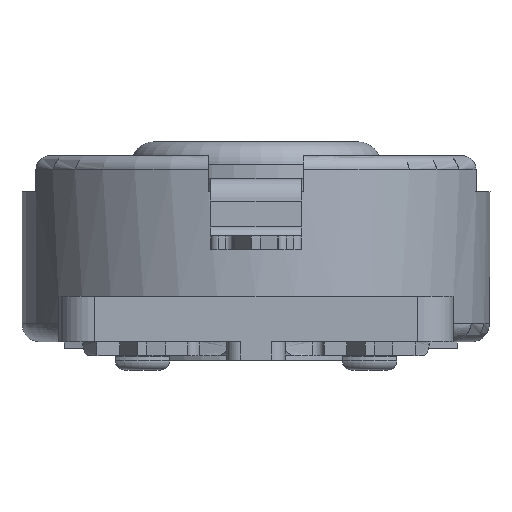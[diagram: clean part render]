
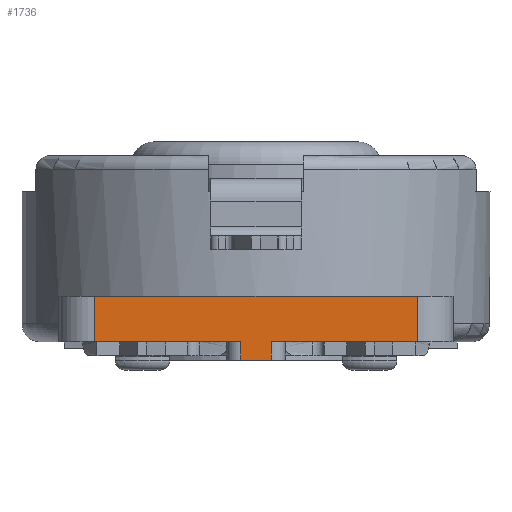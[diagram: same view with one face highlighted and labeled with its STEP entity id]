
A CAD part, front view. The second image highlights one B-rep face of the part: STEP entity #1736.
In plain terms, the highlighted planar face has unit normal (0, -1, 0).
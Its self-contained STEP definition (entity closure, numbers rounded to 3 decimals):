
#47 = EDGE_CURVE ( 'NONE', #7056, #414, #427, .T. ) ;
#249 = CARTESIAN_POINT ( 'NONE',  ( -3.55, -5.15, 1. ) ) ;
#414 = VERTEX_POINT ( 'NONE', #7035 ) ;
#427 = LINE ( 'NONE', #1670, #13424 ) ;
#504 = VECTOR ( 'NONE', #10924, 1000. ) ;
#868 = CARTESIAN_POINT ( 'NONE',  ( -3.55, -5.15, 0. ) ) ;
#1036 = LINE ( 'NONE', #8276, #13565 ) ;
#1106 = CARTESIAN_POINT ( 'NONE',  ( -0.34, -5.15, -0.4 ) ) ;
#1370 = VECTOR ( 'NONE', #14862, 1000. ) ;
#1670 = CARTESIAN_POINT ( 'NONE',  ( 0., -5.15, 1. ) ) ;
#1736 = ADVANCED_FACE ( 'NONE', ( #7034 ), #3047, .F. ) ;
#1967 = DIRECTION ( 'NONE',  ( 1., 0., 0. ) ) ;
#2513 = EDGE_CURVE ( 'NONE', #3152, #9368, #14524, .T. ) ;
#2786 = DIRECTION ( 'NONE',  ( 1., 0., 0. ) ) ;
#3047 = PLANE ( 'NONE',  #13525 ) ;
#3152 = VERTEX_POINT ( 'NONE', #8340 ) ;
#3384 = VERTEX_POINT ( 'NONE', #1106 ) ;
#3575 = ORIENTED_EDGE ( 'NONE', *, *, #13604, .F. ) ;
#4226 = CARTESIAN_POINT ( 'NONE',  ( 0.34, -5.15, 0. ) ) ;
#4263 = EDGE_CURVE ( 'NONE', #9368, #7838, #13060, .T. ) ;
#4611 = DIRECTION ( 'NONE',  ( -1., 0., 0. ) ) ;
#4990 = LINE ( 'NONE', #11367, #9439 ) ;
#5434 = VERTEX_POINT ( 'NONE', #868 ) ;
#5594 = VERTEX_POINT ( 'NONE', #8244 ) ;
#5771 = DIRECTION ( 'NONE',  ( 0., 0., 1. ) ) ;
#5915 = CARTESIAN_POINT ( 'NONE',  ( -0.34, -5.15, -0.4 ) ) ;
#6017 = DIRECTION ( 'NONE',  ( 0., 0., -1. ) ) ;
#6210 = LINE ( 'NONE', #249, #1370 ) ;
#6639 = ORIENTED_EDGE ( 'NONE', *, *, #15449, .T. ) ;
#6797 = EDGE_LOOP ( 'NONE', ( #8397, #3575, #7776, #6639, #11021, #10866, #15694, #6827, #8558 ) ) ;
#6827 = ORIENTED_EDGE ( 'NONE', *, *, #4263, .T. ) ;
#7000 = LINE ( 'NONE', #5915, #8683 ) ;
#7029 = VECTOR ( 'NONE', #10801, 1000. ) ;
#7034 = FACE_OUTER_BOUND ( 'NONE', #6797, .T. ) ;
#7035 = CARTESIAN_POINT ( 'NONE',  ( 3.55, -5.15, 1. ) ) ;
#7056 = VERTEX_POINT ( 'NONE', #13676 ) ;
#7312 = LINE ( 'NONE', #14633, #13455 ) ;
#7432 = CARTESIAN_POINT ( 'NONE',  ( 0.34, -5.15, -0.4 ) ) ;
#7467 = LINE ( 'NONE', #9795, #504 ) ;
#7776 = ORIENTED_EDGE ( 'NONE', *, *, #10140, .T. ) ;
#7838 = VERTEX_POINT ( 'NONE', #11975 ) ;
#8244 = CARTESIAN_POINT ( 'NONE',  ( -0.34, -5.15, 0. ) ) ;
#8276 = CARTESIAN_POINT ( 'NONE',  ( 3.55, -5.15, 3.3 ) ) ;
#8293 = CARTESIAN_POINT ( 'NONE',  ( -3.55, -5.15, 3.3 ) ) ;
#8340 = CARTESIAN_POINT ( 'NONE',  ( 0.34, -5.15, -0.4 ) ) ;
#8397 = ORIENTED_EDGE ( 'NONE', *, *, #47, .F. ) ;
#8558 = ORIENTED_EDGE ( 'NONE', *, *, #15549, .F. ) ;
#8683 = VECTOR ( 'NONE', #5771, 1000. ) ;
#8736 = EDGE_CURVE ( 'NONE', #3152, #3384, #7312, .T. ) ;
#8895 = DIRECTION ( 'NONE',  ( 1., 0., 0. ) ) ;
#9368 = VERTEX_POINT ( 'NONE', #4226 ) ;
#9439 = VECTOR ( 'NONE', #2786, 1000. ) ;
#9795 = CARTESIAN_POINT ( 'NONE',  ( -3.55, -5.15, 3.3 ) ) ;
#9836 = VERTEX_POINT ( 'NONE', #15721 ) ;
#9842 = VECTOR ( 'NONE', #1967, 1000. ) ;
#10140 = EDGE_CURVE ( 'NONE', #9836, #5434, #7467, .T. ) ;
#10703 = CARTESIAN_POINT ( 'NONE',  ( -3.55, -5.15, 0. ) ) ;
#10801 = DIRECTION ( 'NONE',  ( 0., 0., 1. ) ) ;
#10866 = ORIENTED_EDGE ( 'NONE', *, *, #8736, .F. ) ;
#10924 = DIRECTION ( 'NONE',  ( 0., 0., -1. ) ) ;
#11021 = ORIENTED_EDGE ( 'NONE', *, *, #15768, .F. ) ;
#11367 = CARTESIAN_POINT ( 'NONE',  ( -3.55, -5.15, 0. ) ) ;
#11975 = CARTESIAN_POINT ( 'NONE',  ( 3.55, -5.15, 0. ) ) ;
#12338 = DIRECTION ( 'NONE',  ( 0., 1., 0. ) ) ;
#13060 = LINE ( 'NONE', #10703, #9842 ) ;
#13424 = VECTOR ( 'NONE', #8895, 1000. ) ;
#13455 = VECTOR ( 'NONE', #4611, 1000. ) ;
#13525 = AXIS2_PLACEMENT_3D ( 'NONE', #8293, #12338, #14435 ) ;
#13565 = VECTOR ( 'NONE', #6017, 1000. ) ;
#13604 = EDGE_CURVE ( 'NONE', #9836, #7056, #6210, .T. ) ;
#13676 = CARTESIAN_POINT ( 'NONE',  ( 0., -5.15, 1. ) ) ;
#14435 = DIRECTION ( 'NONE',  ( 1., 0., 0. ) ) ;
#14524 = LINE ( 'NONE', #7432, #7029 ) ;
#14633 = CARTESIAN_POINT ( 'NONE',  ( -0.34, -5.15, -0.4 ) ) ;
#14862 = DIRECTION ( 'NONE',  ( 1., 0., 0. ) ) ;
#15449 = EDGE_CURVE ( 'NONE', #5434, #5594, #4990, .T. ) ;
#15549 = EDGE_CURVE ( 'NONE', #414, #7838, #1036, .T. ) ;
#15694 = ORIENTED_EDGE ( 'NONE', *, *, #2513, .T. ) ;
#15721 = CARTESIAN_POINT ( 'NONE',  ( -3.55, -5.15, 1. ) ) ;
#15768 = EDGE_CURVE ( 'NONE', #3384, #5594, #7000, .T. ) ;
